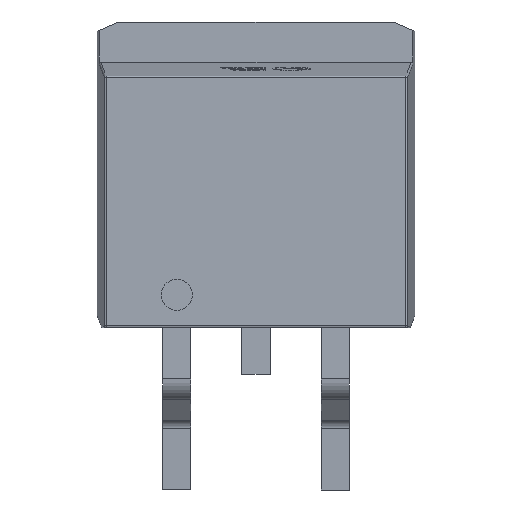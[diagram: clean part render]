
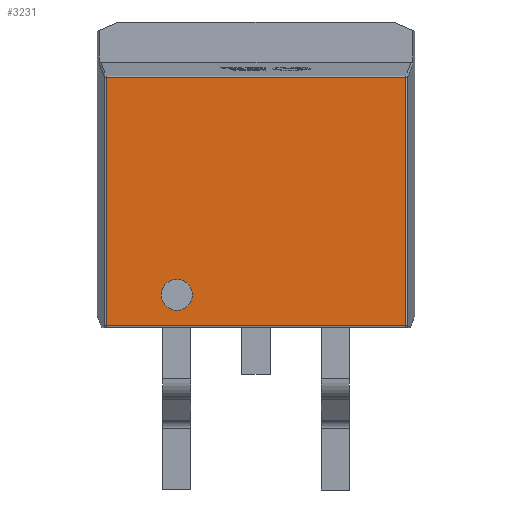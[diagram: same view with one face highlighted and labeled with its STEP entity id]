
A CAD part, top view. The second image highlights one B-rep face of the part: STEP entity #3231.
In plain terms, the highlighted planar face has unit normal (0, 0, 1).
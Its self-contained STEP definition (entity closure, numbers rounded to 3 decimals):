
#218 = CARTESIAN_POINT ( 'NONE',  ( 4.817, 13.268, 4.5 ) ) ;
#594 = ORIENTED_EDGE ( 'NONE', *, *, #12668, .T. ) ;
#808 = ORIENTED_EDGE ( 'NONE', *, *, #2470, .F. ) ;
#989 = VERTEX_POINT ( 'NONE', #4739 ) ;
#1388 = ORIENTED_EDGE ( 'NONE', *, *, #2474, .T. ) ;
#1411 = EDGE_CURVE ( 'NONE', #3391, #3873, #14494, .T. ) ;
#1492 = DIRECTION ( 'NONE',  ( -1., 0., 0. ) ) ;
#1661 = CARTESIAN_POINT ( 'NONE',  ( -4.864, 13.224, 4.5 ) ) ;
#1755 = DIRECTION ( 'NONE',  ( 1., 0., 0. ) ) ;
#1842 = FACE_OUTER_BOUND ( 'NONE', #6378, .T. ) ;
#2385 = VECTOR ( 'NONE', #1492, 1000. ) ;
#2470 = EDGE_CURVE ( 'NONE', #9723, #989, #6556, .T. ) ;
#2474 = EDGE_CURVE ( 'NONE', #3873, #3839, #13071, .T. ) ;
#2740 = AXIS2_PLACEMENT_3D ( 'NONE', #8861, #14647, #1755 ) ;
#2831 = ORIENTED_EDGE ( 'NONE', *, *, #6965, .T. ) ;
#3231 = ADVANCED_FACE ( 'NONE', ( #8936, #1842 ), #12153, .T. ) ;
#3391 = VERTEX_POINT ( 'NONE', #14086 ) ;
#3698 = DIRECTION ( 'NONE',  ( 0., 0., 1. ) ) ;
#3839 = VERTEX_POINT ( 'NONE', #3938 ) ;
#3873 = VERTEX_POINT ( 'NONE', #14136 ) ;
#3938 = CARTESIAN_POINT ( 'NONE',  ( 4.817, 5.25, 4.5 ) ) ;
#3993 = CARTESIAN_POINT ( 'NONE',  ( -4.817, 5.2, 4.5 ) ) ;
#4340 = CIRCLE ( 'NONE', #11396, 0.5 ) ;
#4739 = CARTESIAN_POINT ( 'NONE',  ( -3.04, 6.25, 4.5 ) ) ;
#4765 = CARTESIAN_POINT ( 'NONE',  ( -2.54, 6.25, 4.5 ) ) ;
#5540 = ORIENTED_EDGE ( 'NONE', *, *, #14956, .F. ) ;
#5817 = DIRECTION ( 'NONE',  ( 1., 0., 0. ) ) ;
#6378 = EDGE_LOOP ( 'NONE', ( #13245, #1388, #594, #2831 ) ) ;
#6556 = CIRCLE ( 'NONE', #15059, 0.5 ) ;
#6771 = DIRECTION ( 'NONE',  ( 0., 0., 1. ) ) ;
#6885 = CARTESIAN_POINT ( 'NONE',  ( -2.04, 6.25, 4.5 ) ) ;
#6965 = EDGE_CURVE ( 'NONE', #13422, #3391, #12141, .T. ) ;
#7052 = DIRECTION ( 'NONE',  ( 1., 0., 0. ) ) ;
#7111 = VECTOR ( 'NONE', #10757, 1000. ) ;
#7584 = CARTESIAN_POINT ( 'NONE',  ( 4.817, 13.224, 4.5 ) ) ;
#7930 = DIRECTION ( 'NONE',  ( 1., 0., 0. ) ) ;
#8861 = CARTESIAN_POINT ( 'NONE',  ( 0., 0., 4.5 ) ) ;
#8936 = FACE_BOUND ( 'NONE', #12186, .T. ) ;
#9723 = VERTEX_POINT ( 'NONE', #6885 ) ;
#10024 = VECTOR ( 'NONE', #13289, 1000. ) ;
#10757 = DIRECTION ( 'NONE',  ( 0., 1., 0. ) ) ;
#11396 = AXIS2_PLACEMENT_3D ( 'NONE', #13771, #6771, #7930 ) ;
#11796 = CARTESIAN_POINT ( 'NONE',  ( 4.864, 5.25, 4.5 ) ) ;
#11856 = LINE ( 'NONE', #218, #7111 ) ;
#11901 = VECTOR ( 'NONE', #7052, 1000. ) ;
#12141 = LINE ( 'NONE', #1661, #2385 ) ;
#12153 = PLANE ( 'NONE',  #2740 ) ;
#12186 = EDGE_LOOP ( 'NONE', ( #808, #5540 ) ) ;
#12668 = EDGE_CURVE ( 'NONE', #3839, #13422, #11856, .T. ) ;
#13071 = LINE ( 'NONE', #11796, #11901 ) ;
#13245 = ORIENTED_EDGE ( 'NONE', *, *, #1411, .T. ) ;
#13289 = DIRECTION ( 'NONE',  ( 0., -1., 0. ) ) ;
#13422 = VERTEX_POINT ( 'NONE', #7584 ) ;
#13771 = CARTESIAN_POINT ( 'NONE',  ( -2.54, 6.25, 4.5 ) ) ;
#14086 = CARTESIAN_POINT ( 'NONE',  ( -4.817, 13.224, 4.5 ) ) ;
#14136 = CARTESIAN_POINT ( 'NONE',  ( -4.817, 5.25, 4.5 ) ) ;
#14494 = LINE ( 'NONE', #3993, #10024 ) ;
#14647 = DIRECTION ( 'NONE',  ( 0., 0., 1. ) ) ;
#14956 = EDGE_CURVE ( 'NONE', #989, #9723, #4340, .T. ) ;
#15059 = AXIS2_PLACEMENT_3D ( 'NONE', #4765, #3698, #5817 ) ;
